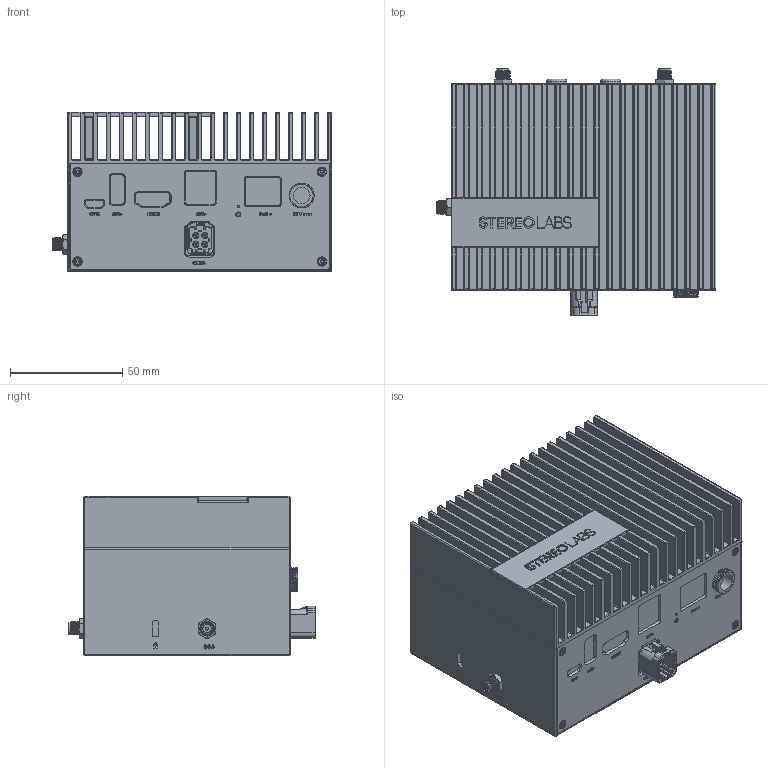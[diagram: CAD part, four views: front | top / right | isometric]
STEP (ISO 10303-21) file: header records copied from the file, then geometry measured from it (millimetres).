
FILE_DESCRIPTION(/* description */ (''),/* implementation_level */ '2;1');
FILE_NAME(/* name */ 'ZED Box Orin NX (Cad file provided).step',/* time_stamp */ '2023-05-05T10:00:31+02:00',/* author */ (''),/* organization */ (''),/* preprocessor_version */ 'ST-DEVELOPER v19.2',/* originating_system */ 'Autodesk Translation Framework v12.4.0.73',/* authorisation */ '');
FILE_SCHEMA (('AUTOMOTIVE_DESIGN { 1 0 10303 214 3 1 1 }'));
Products named in the file (10): (Non enregistré); [Zed Box Orin NX] Lower case_prt v55; Capture card GMSL v4; C-1-2304168-9-B-3D; [ZEDBox Orin NX] Heatsink_prt v18; [ZED Box Orin NX] Logo_prt v3; [ZEDBox Orin NX] GMSL Faceplate V2_prt v7; Antennes v1; Vis tête plate M2x5 v6; [ZED Box Orin NX] Antenna plug v4
Assembly tree (15 placements, depth 3):
  (Non enregistré)
    [Zed Box Orin NX] Lower case_prt v55
    Capture card GMSL v4
      C-1-2304168-9-B-3D
    [ZEDBox Orin NX] Heatsink_prt v18
    [ZED Box Orin NX] Logo_prt v3
    Antennes v1  x3
    Vis tête plate M2x5 v6  x4
    [ZEDBox Orin NX] GMSL Faceplate V2_prt v7
    [ZED Box Orin NX] Antenna plug v4  x2
Bounding box: 124.86 x 110.19 x 71 mm (x, y, z)
Volume: 631567 mm3; surface area: 173202.9 mm2
Topology: 83 solids, 88 shells, 3546 faces, 8953 edges, 5658 vertices
Faces by surface type: plane 1254, cylinder 1092, bspline 721, torus 297, cone 95, sphere 87
Full cylindrical faces by diameter (mm): 0.5 x4, 1.1 x1, 1.2 x4, 1.27 x3, 1.55 x3, 1.623 x4, 1.933 x4, 2 x4, 2.075 x2, 2.2 x4, 2.5 x3, 2.529 x4, 2.6 x2, 2.65 x3, 2.7 x3, 2.8 x4, 3 x2, 3.332 x4, 3.75 x4, 3.84 x3, 3.85 x6, 4.15 x4, 4.95 x3, 5.35 x3, 5.8 x4, 6 x3, 6.4 x5, 6.5 x4, 6.55 x9, 7.5 x1
Entity records: 119896 total; most frequent: CARTESIAN_POINT 49850, ORIENTED_EDGE 15164, DIRECTION 13423, EDGE_CURVE 7582, VERTEX_POINT 4770, AXIS2_PLACEMENT_3D 4734, LINE 3955, VECTOR 3955
